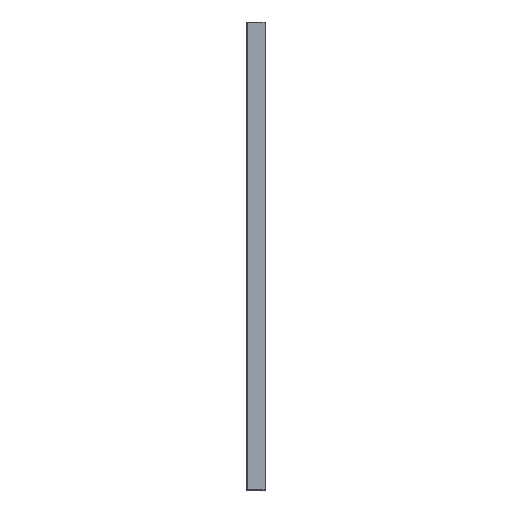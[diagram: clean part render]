
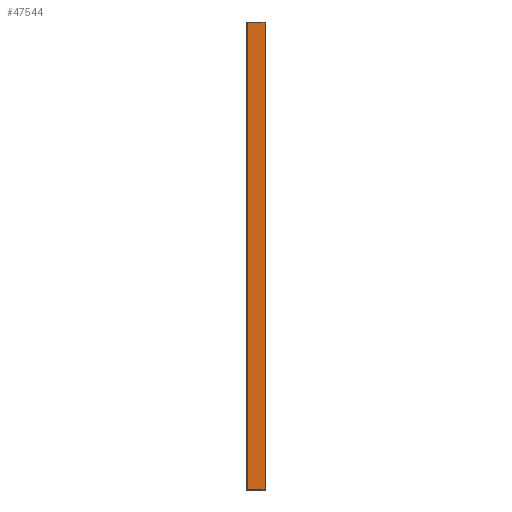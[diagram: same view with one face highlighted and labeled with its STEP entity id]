
A CAD part, front view. The second image highlights one B-rep face of the part: STEP entity #47544.
In plain terms, the highlighted planar face has unit normal (0, -1, 0).
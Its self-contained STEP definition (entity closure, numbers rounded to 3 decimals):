
#37852 = PLANE('',#37853);
#37853 = AXIS2_PLACEMENT_3D('',#37854,#37855,#37856);
#37854 = CARTESIAN_POINT('',(3.,-5.95,0.05));
#37855 = DIRECTION('',(0.,0.707,0.707));
#37856 = DIRECTION('',(1.,0.,0.));
#38160 = PLANE('',#38161);
#38161 = AXIS2_PLACEMENT_3D('',#38162,#38163,#38164);
#38162 = CARTESIAN_POINT('',(3.,-5.95,149.95));
#38163 = DIRECTION('',(0.,-0.707,
    0.707));
#38164 = DIRECTION('',(1.,0.,0.));
#38447 = PLANE('',#38448);
#38448 = AXIS2_PLACEMENT_3D('',#38449,#38450,#38451);
#38449 = CARTESIAN_POINT('',(-2.9,-5.9,0.));
#38450 = DIRECTION('',(-0.707,-0.707,0.));
#38451 = DIRECTION('',(0.,0.,1.));
#41689 = VERTEX_POINT('',#41690);
#41690 = CARTESIAN_POINT('',(2.9,-6.,0.1));
#41711 = EDGE_CURVE('',#41689,#41712,#41714,.T.);
#41712 = VERTEX_POINT('',#41713);
#41713 = CARTESIAN_POINT('',(-2.8,-6.,0.1));
#41714 = SURFACE_CURVE('',#41715,(#41719,#41726),.PCURVE_S1.);
#41715 = LINE('',#41716,#41717);
#41716 = CARTESIAN_POINT('',(3.,-6.,0.1));
#41717 = VECTOR('',#41718,1.);
#41718 = DIRECTION('',(-1.,0.,0.));
#41719 = PCURVE('',#37852,#41720);
#41720 = DEFINITIONAL_REPRESENTATION('',(#41721),#41725);
#41721 = LINE('',#41722,#41723);
#41722 = CARTESIAN_POINT('',(0.,-0.071));
#41723 = VECTOR('',#41724,1.);
#41724 = DIRECTION('',(-1.,0.));
#41725 = ( GEOMETRIC_REPRESENTATION_CONTEXT(2) 
PARAMETRIC_REPRESENTATION_CONTEXT() REPRESENTATION_CONTEXT('2D SPACE',''
  ) );
#41726 = PCURVE('',#41727,#41732);
#41727 = PLANE('',#41728);
#41728 = AXIS2_PLACEMENT_3D('',#41729,#41730,#41731);
#41729 = CARTESIAN_POINT('',(3.,-6.,0.));
#41730 = DIRECTION('',(0.,-1.,0.));
#41731 = DIRECTION('',(-1.,0.,0.));
#41732 = DEFINITIONAL_REPRESENTATION('',(#41733),#41737);
#41733 = LINE('',#41734,#41735);
#41734 = CARTESIAN_POINT('',(0.,-0.1));
#41735 = VECTOR('',#41736,1.);
#41736 = DIRECTION('',(1.,0.));
#41737 = ( GEOMETRIC_REPRESENTATION_CONTEXT(2) 
PARAMETRIC_REPRESENTATION_CONTEXT() REPRESENTATION_CONTEXT('2D SPACE',''
  ) );
#42004 = VERTEX_POINT('',#42005);
#42005 = CARTESIAN_POINT('',(2.9,-6.,149.9));
#42026 = EDGE_CURVE('',#42004,#42027,#42029,.T.);
#42027 = VERTEX_POINT('',#42028);
#42028 = CARTESIAN_POINT('',(-2.8,-6.,149.9));
#42029 = SURFACE_CURVE('',#42030,(#42034,#42041),.PCURVE_S1.);
#42030 = LINE('',#42031,#42032);
#42031 = CARTESIAN_POINT('',(3.,-6.,149.9));
#42032 = VECTOR('',#42033,1.);
#42033 = DIRECTION('',(-1.,0.,0.));
#42034 = PCURVE('',#38160,#42035);
#42035 = DEFINITIONAL_REPRESENTATION('',(#42036),#42040);
#42036 = LINE('',#42037,#42038);
#42037 = CARTESIAN_POINT('',(0.,-0.071));
#42038 = VECTOR('',#42039,1.);
#42039 = DIRECTION('',(-1.,0.));
#42040 = ( GEOMETRIC_REPRESENTATION_CONTEXT(2) 
PARAMETRIC_REPRESENTATION_CONTEXT() REPRESENTATION_CONTEXT('2D SPACE',''
  ) );
#42041 = PCURVE('',#41727,#42042);
#42042 = DEFINITIONAL_REPRESENTATION('',(#42043),#42047);
#42043 = LINE('',#42044,#42045);
#42044 = CARTESIAN_POINT('',(0.,-149.9));
#42045 = VECTOR('',#42046,1.);
#42046 = DIRECTION('',(1.,0.));
#42047 = ( GEOMETRIC_REPRESENTATION_CONTEXT(2) 
PARAMETRIC_REPRESENTATION_CONTEXT() REPRESENTATION_CONTEXT('2D SPACE',''
  ) );
#42183 = EDGE_CURVE('',#41712,#42027,#42184,.T.);
#42184 = SURFACE_CURVE('',#42185,(#42189,#42196),.PCURVE_S1.);
#42185 = LINE('',#42186,#42187);
#42186 = CARTESIAN_POINT('',(-2.8,-6.,0.));
#42187 = VECTOR('',#42188,1.);
#42188 = DIRECTION('',(0.,0.,1.));
#42189 = PCURVE('',#38447,#42190);
#42190 = DEFINITIONAL_REPRESENTATION('',(#42191),#42195);
#42191 = LINE('',#42192,#42193);
#42192 = CARTESIAN_POINT('',(0.,-0.141));
#42193 = VECTOR('',#42194,1.);
#42194 = DIRECTION('',(1.,0.));
#42195 = ( GEOMETRIC_REPRESENTATION_CONTEXT(2) 
PARAMETRIC_REPRESENTATION_CONTEXT() REPRESENTATION_CONTEXT('2D SPACE',''
  ) );
#42196 = PCURVE('',#41727,#42197);
#42197 = DEFINITIONAL_REPRESENTATION('',(#42198),#42202);
#42198 = LINE('',#42199,#42200);
#42199 = CARTESIAN_POINT('',(5.8,0.));
#42200 = VECTOR('',#42201,1.);
#42201 = DIRECTION('',(0.,-1.));
#42202 = ( GEOMETRIC_REPRESENTATION_CONTEXT(2) 
PARAMETRIC_REPRESENTATION_CONTEXT() REPRESENTATION_CONTEXT('2D SPACE',''
  ) );
#47196 = PLANE('',#47197);
#47197 = AXIS2_PLACEMENT_3D('',#47198,#47199,#47200);
#47198 = CARTESIAN_POINT('',(2.95,-5.95,0.));
#47199 = DIRECTION('',(0.707,-0.707,0.));
#47200 = DIRECTION('',(0.,0.,1.));
#47544 = ADVANCED_FACE('',(#47545),#41727,.T.);
#47545 = FACE_BOUND('',#47546,.T.);
#47546 = EDGE_LOOP('',(#47547,#47568,#47569,#47570));
#47547 = ORIENTED_EDGE('',*,*,#47548,.T.);
#47548 = EDGE_CURVE('',#41689,#42004,#47549,.T.);
#47549 = SURFACE_CURVE('',#47550,(#47554,#47561),.PCURVE_S1.);
#47550 = LINE('',#47551,#47552);
#47551 = CARTESIAN_POINT('',(2.9,-6.,0.));
#47552 = VECTOR('',#47553,1.);
#47553 = DIRECTION('',(0.,0.,1.));
#47554 = PCURVE('',#41727,#47555);
#47555 = DEFINITIONAL_REPRESENTATION('',(#47556),#47560);
#47556 = LINE('',#47557,#47558);
#47557 = CARTESIAN_POINT('',(0.1,0.));
#47558 = VECTOR('',#47559,1.);
#47559 = DIRECTION('',(0.,-1.));
#47560 = ( GEOMETRIC_REPRESENTATION_CONTEXT(2) 
PARAMETRIC_REPRESENTATION_CONTEXT() REPRESENTATION_CONTEXT('2D SPACE',''
  ) );
#47561 = PCURVE('',#47196,#47562);
#47562 = DEFINITIONAL_REPRESENTATION('',(#47563),#47567);
#47563 = LINE('',#47564,#47565);
#47564 = CARTESIAN_POINT('',(0.,0.071));
#47565 = VECTOR('',#47566,1.);
#47566 = DIRECTION('',(1.,0.));
#47567 = ( GEOMETRIC_REPRESENTATION_CONTEXT(2) 
PARAMETRIC_REPRESENTATION_CONTEXT() REPRESENTATION_CONTEXT('2D SPACE',''
  ) );
#47568 = ORIENTED_EDGE('',*,*,#42026,.T.);
#47569 = ORIENTED_EDGE('',*,*,#42183,.F.);
#47570 = ORIENTED_EDGE('',*,*,#41711,.F.);
